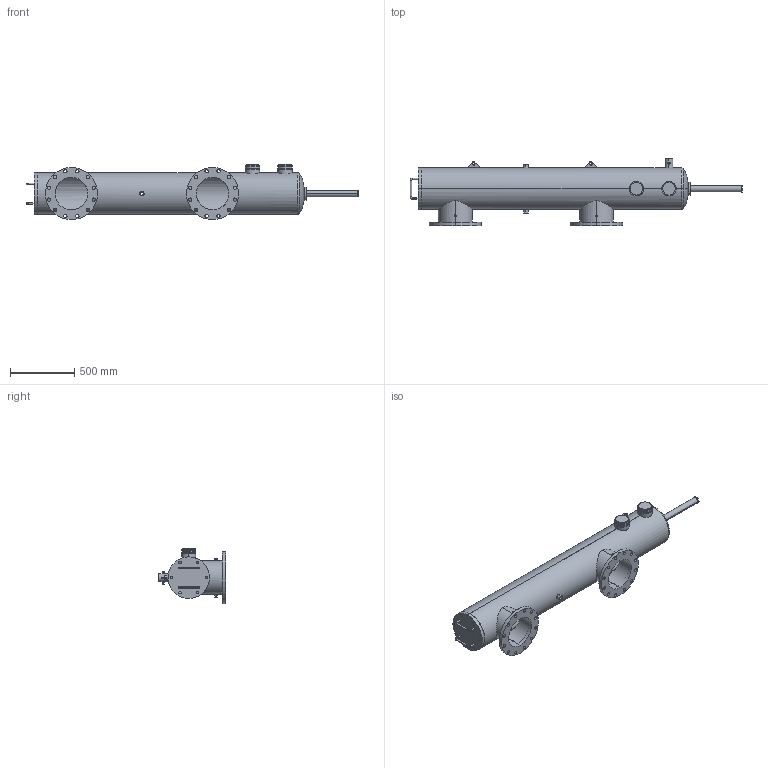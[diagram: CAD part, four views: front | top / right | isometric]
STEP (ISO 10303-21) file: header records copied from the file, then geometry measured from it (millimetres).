
FILE_DESCRIPTION (( 'STEP AP203' ), '1' );
FILE_NAME ('D10-180.STEP', '2020-07-24T12:35:56', ( '' ), ( '' ), 'SwSTEP 2.0', 'SolidWorks 2018', '' );
FILE_SCHEMA (( 'CONFIG_CONTROL_DESIGN' ));
Length unit declared in the file: inch
Products named in the file (1): D10-180
Bounding box: 2592.32 x 527.3 x 431.8 mm (x, y, z)
Volume: 18582492.7 mm3; surface area: 5496697.7 mm2
Topology: 8 solids, 8 shells, 289 faces, 748 edges, 488 vertices
Faces by surface type: cylinder 216, plane 57, torus 16
Entity records: 12093 total; most frequent: CARTESIAN_POINT 4448, DIRECTION 1656, ORIENTED_EDGE 1496, EDGE_CURVE 748, AXIS2_PLACEMENT_3D 694, VERTEX_POINT 488, EDGE_LOOP 436, CIRCLE 404
